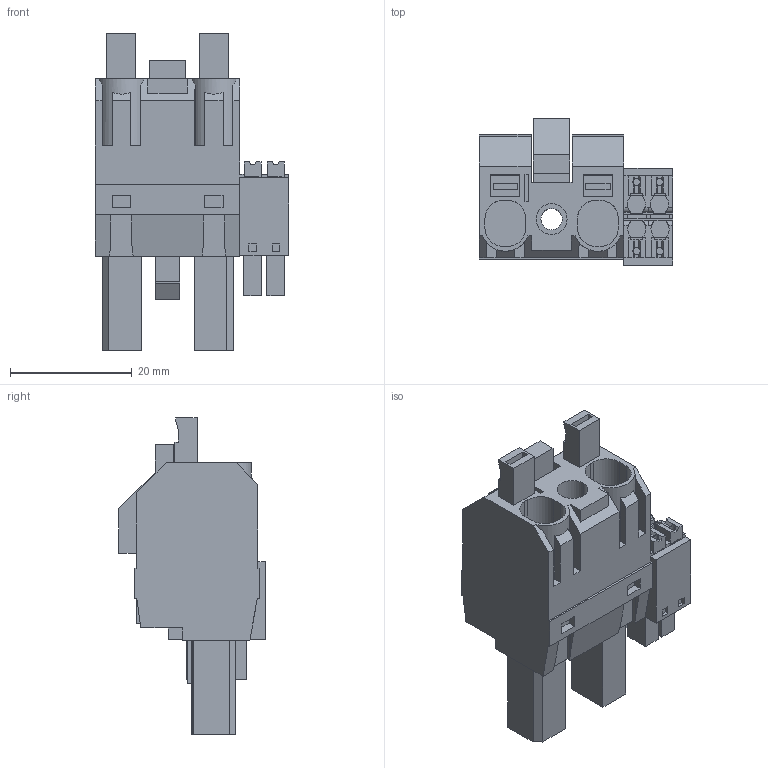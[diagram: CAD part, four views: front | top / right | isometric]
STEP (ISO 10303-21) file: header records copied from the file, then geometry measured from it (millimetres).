
FILE_DESCRIPTION(('CATIA V5 STEP Exchange','CAx-IF Rec.Pracs.--- Model Styling and Organization---1.4--- 2014-01-23'),'2;1');
FILE_NAME ('D1530496_1_2549320000_2549320000.stp','2023-09-07T12:39:07+00:00',('none'),('Weidmueller'),'CATIA Version 5-6 Release 2016 SP3 HF44','CATIA V5 STEP AP214','none');
FILE_SCHEMA(('AUTOMOTIVE_DESIGN { 1 0 10303 214 1 1 1 1 }'));
Length unit declared in the file: millimetre
Products named in the file (1): 2549320000
Bounding box: 31.79 x 24.13 x 52.11 mm (x, y, z)
Volume: 14948.9 mm3; surface area: 9085.3 mm2
Topology: 8 solids, 8 shells, 506 faces, 1387 edges, 921 vertices
Faces by surface type: plane 456, cylinder 50
Entity records: 15241 total; most frequent: CARTESIAN_POINT 2969, ORIENTED_EDGE 2774, DIRECTION 2074, EDGE_CURVE 1387, VECTOR 1237, LINE 1237, VERTEX_POINT 921, EDGE_LOOP 540
